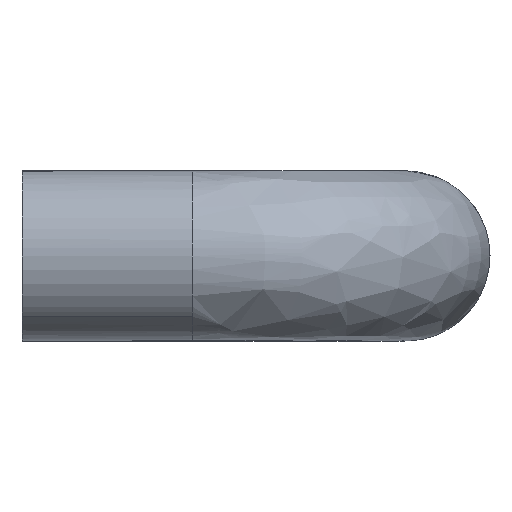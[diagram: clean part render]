
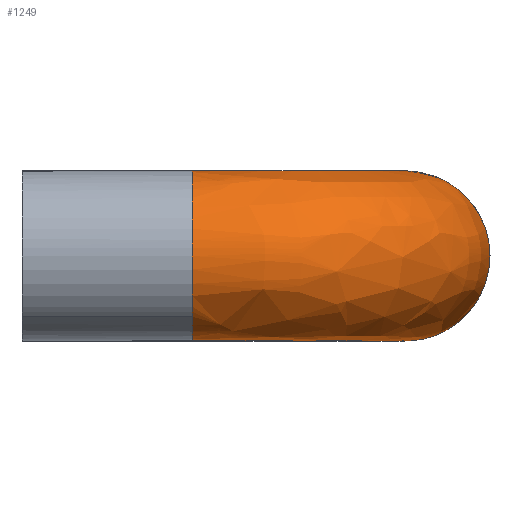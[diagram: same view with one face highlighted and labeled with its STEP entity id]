
A CAD part, left-side view. The second image highlights one B-rep face of the part: STEP entity #1249.
In plain terms, the highlighted free-form (B-spline) face has degree [2, 2] with [3, 9] control points.
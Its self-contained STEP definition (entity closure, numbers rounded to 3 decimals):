
#681=CARTESIAN_POINT('',(10.,-18.05,4.));
#682=VERTEX_POINT('',#681);
#698=CARTESIAN_POINT('',(10.0,-22.0,0.0));
#699=VERTEX_POINT('',#698);
#700=CARTESIAN_POINT('',(10.,-18.05,4.));
#701=CARTESIAN_POINT('',(10.0,-22.0,3.95));
#702=CARTESIAN_POINT('',(10.0,-22.0,0.0));
#710=(BOUNDED_CURVE()B_SPLINE_CURVE(2,(#700,#701,#702),.UNSPECIFIED.,.F.,.U.)B_SPLINE_CURVE_WITH_KNOTS((3,3),(0.752,1.0),.UNSPECIFIED.)CURVE()GEOMETRIC_REPRESENTATION_ITEM()RATIONAL_B_SPLINE_CURVE((0.995,0.71,1.0))REPRESENTATION_ITEM(''));
#711=EDGE_CURVE('',#682,#699,#710,.T.);
#713=CARTESIAN_POINT('',(10.0,-20.901,-2.753));
#714=VERTEX_POINT('',#713);
#715=CARTESIAN_POINT('',(10.0,-22.0,0.0));
#716=CARTESIAN_POINT('',(10.,-22.0,-1.596));
#717=CARTESIAN_POINT('',(10.0,-20.901,-2.753));
#725=(BOUNDED_CURVE()B_SPLINE_CURVE(2,(#715,#716,#717),.UNSPECIFIED.,.F.,.U.)B_SPLINE_CURVE_WITH_KNOTS((3,3),(0.0,0.121),.UNSPECIFIED.)CURVE()GEOMETRIC_REPRESENTATION_ITEM()RATIONAL_B_SPLINE_CURVE((1.0,0.858,0.854))REPRESENTATION_ITEM(''));
#726=EDGE_CURVE('',#699,#714,#725,.T.);
#832=CARTESIAN_POINT('',(10.,-17.721,-3.99));
#833=VERTEX_POINT('',#832);
#834=CARTESIAN_POINT('',(10.0,-20.901,-2.753));
#835=CARTESIAN_POINT('',(10.0,-19.719,-4.));
#836=CARTESIAN_POINT('',(10.0,-18.0,-4.0));
#837=CARTESIAN_POINT('',(10.0,-17.86,-4.));
#838=CARTESIAN_POINT('',(10.,-17.721,-3.99));
#846=(BOUNDED_CURVE()B_SPLINE_CURVE(2,(#834,#835,#836,#837,#838),.UNSPECIFIED.,.F.,.U.)B_SPLINE_CURVE_WITH_KNOTS((3,2,3),(0.121,0.25,0.262),.UNSPECIFIED.)CURVE()GEOMETRIC_REPRESENTATION_ITEM()RATIONAL_B_SPLINE_CURVE((0.854,0.849,1.0,0.986,0.973))REPRESENTATION_ITEM(''));
#847=EDGE_CURVE('',#714,#833,#846,.T.);
#886=CARTESIAN_POINT('',(-0.05,-8.,4.));
#887=VERTEX_POINT('',#886);
#942=CARTESIAN_POINT('',(-2.804,-8.,-2.853));
#943=VERTEX_POINT('',#942);
#949=CARTESIAN_POINT('',(-4.,-8.0,0.0));
#950=VERTEX_POINT('',#949);
#951=CARTESIAN_POINT('',(-4.,-8.0,0.0));
#952=CARTESIAN_POINT('',(-4.,-8.,-1.677));
#953=CARTESIAN_POINT('',(-2.804,-8.,-2.853));
#961=(BOUNDED_CURVE()B_SPLINE_CURVE(2,(#951,#952,#953),.UNSPECIFIED.,.F.,.U.)B_SPLINE_CURVE_WITH_KNOTS((3,3),(0.0,0.126),.UNSPECIFIED.)CURVE()GEOMETRIC_REPRESENTATION_ITEM()RATIONAL_B_SPLINE_CURVE((1.0,0.852,0.854))REPRESENTATION_ITEM(''));
#962=EDGE_CURVE('',#950,#943,#961,.T.);
#964=CARTESIAN_POINT('',(-0.05,-8.,4.));
#965=CARTESIAN_POINT('',(-4.0,-8.0,3.95));
#966=CARTESIAN_POINT('',(-4.,-8.0,0.0));
#974=(BOUNDED_CURVE()B_SPLINE_CURVE(2,(#964,#965,#966),.UNSPECIFIED.,.F.,.U.)B_SPLINE_CURVE_WITH_KNOTS((3,3),(0.752,1.0),.UNSPECIFIED.)CURVE()GEOMETRIC_REPRESENTATION_ITEM()RATIONAL_B_SPLINE_CURVE((0.995,0.71,1.0))REPRESENTATION_ITEM(''));
#975=EDGE_CURVE('',#887,#950,#974,.T.);
#1017=CARTESIAN_POINT('',(0.279,-8.,-3.99));
#1018=VERTEX_POINT('',#1017);
#1032=CARTESIAN_POINT('',(-2.804,-8.,-2.853));
#1033=CARTESIAN_POINT('',(-1.636,-8.,-4.));
#1034=CARTESIAN_POINT('',(0.,-8.,-4.));
#1035=CARTESIAN_POINT('',(0.14,-8.,-4.));
#1036=CARTESIAN_POINT('',(0.279,-8.,-3.99));
#1044=(BOUNDED_CURVE()B_SPLINE_CURVE(2,(#1032,#1033,#1034,#1035,#1036),.UNSPECIFIED.,.F.,.U.)B_SPLINE_CURVE_WITH_KNOTS((3,2,3),(0.126,0.25,0.262),.UNSPECIFIED.)CURVE()GEOMETRIC_REPRESENTATION_ITEM()RATIONAL_B_SPLINE_CURVE((0.854,0.855,1.0,0.986,0.973))REPRESENTATION_ITEM(''));
#1045=EDGE_CURVE('',#943,#1018,#1044,.T.);
#1180=CARTESIAN_POINT('',(0.363,-7.328,-3.986));
#1181=CARTESIAN_POINT('',(-0.41,-18.41,-3.986));
#1182=CARTESIAN_POINT('',(10.672,-17.637,-3.986));
#1183=CARTESIAN_POINT('',(0.333,-7.326,-3.988));
#1184=CARTESIAN_POINT('',(-0.442,-18.442,-3.988));
#1185=CARTESIAN_POINT('',(10.674,-17.667,-3.988));
#1186=CARTESIAN_POINT('',(0.189,-7.316,-3.998));
#1187=CARTESIAN_POINT('',(-0.598,-18.598,-3.998));
#1188=CARTESIAN_POINT('',(10.684,-17.811,-3.998));
#1189=CARTESIAN_POINT('',(0.074,-7.308,-4.));
#1190=CARTESIAN_POINT('',(-0.721,-18.721,-4.));
#1191=CARTESIAN_POINT('',(10.692,-17.926,-4.));
#1192=CARTESIAN_POINT('',(-3.916,-7.03,-4.05));
#1193=CARTESIAN_POINT('',(-5.031,-23.031,-4.05));
#1194=CARTESIAN_POINT('',(10.97,-21.916,-4.05));
#1195=CARTESIAN_POINT('',(-3.966,-7.026,-0.05));
#1196=CARTESIAN_POINT('',(-5.085,-23.085,-0.05));
#1197=CARTESIAN_POINT('',(10.973,-21.966,-0.05));
#1198=CARTESIAN_POINT('',(-4.016,-7.023,3.949));
#1199=CARTESIAN_POINT('',(-5.139,-23.139,3.949));
#1200=CARTESIAN_POINT('',(10.977,-22.016,3.949));
#1201=CARTESIAN_POINT('',(0.003,-7.303,4.));
#1202=CARTESIAN_POINT('',(-0.798,-18.798,4.));
#1203=CARTESIAN_POINT('',(10.697,-17.997,4.));
#1204=CARTESIAN_POINT('',(0.033,-7.305,4.));
#1205=CARTESIAN_POINT('',(-0.766,-18.766,4.));
#1206=CARTESIAN_POINT('',(10.695,-17.967,4.));
#1214=(BOUNDED_SURFACE()B_SPLINE_SURFACE(2,2,((#1180,#1183,#1186,#1189,#1192,#1195,#1198,#1201,#1204),(#1181,#1184,#1187,#1190,#1193,#1196,#1199,#1202,#1205),(#1182,#1185,#1188,#1191,#1194,#1197,#1200,#1203,#1206)),.UNSPECIFIED.,.F.,.F.,.U.)B_SPLINE_SURFACE_WITH_KNOTS((3,3),(3,1,2,2,1,3),(0.0,25.513),(0.0,0.069,0.334,6.962,13.589,13.658),.UNSPECIFIED.)GEOMETRIC_REPRESENTATION_ITEM()RATIONAL_B_SPLINE_SURFACE(((0.896,0.899,0.911,0.922,0.652,0.922,0.652,0.925,0.928),(0.588,0.59,0.598,0.605,0.428,0.605,0.428,0.607,0.609),(0.896,0.899,0.911,0.922,0.652,0.922,0.652,0.925,0.928)))REPRESENTATION_ITEM('')SURFACE());
#1215=ORIENTED_EDGE('',*,*,#847,.F.);
#1216=ORIENTED_EDGE('',*,*,#726,.F.);
#1217=ORIENTED_EDGE('',*,*,#711,.F.);
#1218=CARTESIAN_POINT('',(-0.05,-8.,4.));
#1219=CARTESIAN_POINT('',(-0.05,-18.05,4.));
#1220=CARTESIAN_POINT('',(10.,-18.05,4.));
#1228=(BOUNDED_CURVE()B_SPLINE_CURVE(2,(#1218,#1219,#1220),.UNSPECIFIED.,.F.,.U.)B_SPLINE_CURVE_WITH_KNOTS((3,3),(-1.745,-0.255),.UNSPECIFIED.)CURVE()GEOMETRIC_REPRESENTATION_ITEM()RATIONAL_B_SPLINE_CURVE((0.895,0.633,0.895))REPRESENTATION_ITEM(''));
#1229=EDGE_CURVE('',#887,#682,#1228,.T.);
#1230=ORIENTED_EDGE('',*,*,#1229,.F.);
#1231=ORIENTED_EDGE('',*,*,#975,.T.);
#1232=ORIENTED_EDGE('',*,*,#962,.T.);
#1233=ORIENTED_EDGE('',*,*,#1045,.T.);
#1234=CARTESIAN_POINT('',(0.279,-8.,-3.99));
#1235=CARTESIAN_POINT('',(0.279,-17.721,-3.99));
#1236=CARTESIAN_POINT('',(10.,-17.721,-3.99));
#1244=(BOUNDED_CURVE()B_SPLINE_CURVE(2,(#1234,#1235,#1236),.UNSPECIFIED.,.F.,.U.)B_SPLINE_CURVE_WITH_KNOTS((3,3),(-1.745,-0.255),.UNSPECIFIED.)CURVE()GEOMETRIC_REPRESENTATION_ITEM()RATIONAL_B_SPLINE_CURVE((0.875,0.618,0.875))REPRESENTATION_ITEM(''));
#1245=EDGE_CURVE('',#1018,#833,#1244,.T.);
#1246=ORIENTED_EDGE('',*,*,#1245,.T.);
#1247=EDGE_LOOP('',(#1215,#1216,#1217,#1230,#1231,#1232,#1233,#1246));
#1248=FACE_OUTER_BOUND('',#1247,.T.);
#1249=ADVANCED_FACE('',(#1248),#1214,.T.);
